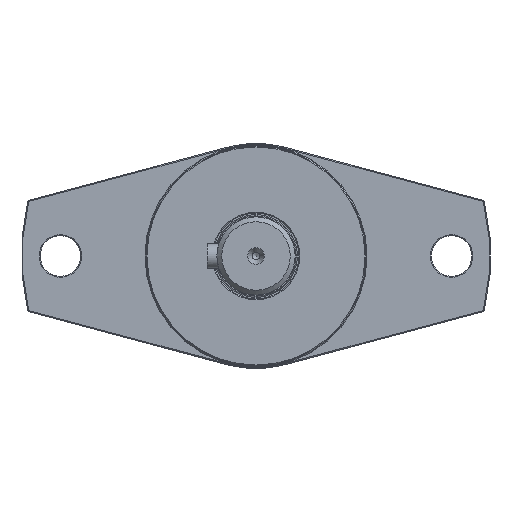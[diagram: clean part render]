
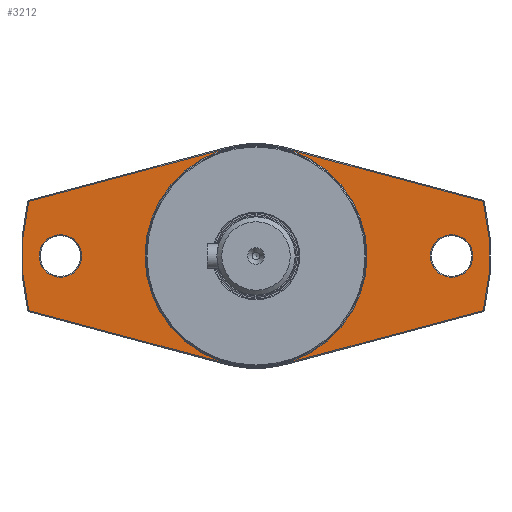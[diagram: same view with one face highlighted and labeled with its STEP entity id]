
A CAD part, left-side view. The second image highlights one B-rep face of the part: STEP entity #3212.
In plain terms, the highlighted planar face has unit normal (-1, 0, 0).
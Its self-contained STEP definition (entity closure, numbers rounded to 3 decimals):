
#3080=CARTESIAN_POINT('',(44.,22.7,0.));
#3081=VERTEX_POINT('',#3080);
#3082=CARTESIAN_POINT('',(44.,0.,0.0));
#3083=DIRECTION('',(-1.0,0.0,0.0));
#3084=DIRECTION('',(0.0,-1.0,0.0));
#3085=AXIS2_PLACEMENT_3D('',#3082,#3083,#3084);
#3086=CIRCLE('',#3085,22.7);
#3087=EDGE_CURVE('',#3081,#3081,#3086,.T.);
#3112=CARTESIAN_POINT('',(44.,35.25,0.0));
#3113=DIRECTION('',(-1.0,0.0,0.0));
#3114=DIRECTION('',(0.0,0.0,1.0));
#3115=AXIS2_PLACEMENT_3D('',#3112,#3113,#3114);
#3116=PLANE('',#3115);
#3117=CARTESIAN_POINT('',(44.,46.481,-11.15));
#3118=VERTEX_POINT('',#3117);
#3119=CARTESIAN_POINT('',(44.,46.481,11.15));
#3120=VERTEX_POINT('',#3119);
#3121=CARTESIAN_POINT('',(44.,0.,0.0));
#3122=DIRECTION('',(1.0,0.0,0.0));
#3123=DIRECTION('',(0.0,1.0,0.0));
#3124=AXIS2_PLACEMENT_3D('',#3121,#3122,#3123);
#3125=CIRCLE('',#3124,47.8);
#3126=EDGE_CURVE('',#3118,#3120,#3125,.T.);
#3127=ORIENTED_EDGE('',*,*,#3126,.F.);
#3128=CARTESIAN_POINT('',(44.,5.901,-22.023));
#3129=VERTEX_POINT('',#3128);
#3130=CARTESIAN_POINT('',(44.,5.901,-22.023));
#3131=DIRECTION('',(0.0,0.966,0.259));
#3132=VECTOR('',#3131,42.012);
#3133=LINE('',#3130,#3132);
#3134=EDGE_CURVE('',#3129,#3118,#3133,.T.);
#3135=ORIENTED_EDGE('',*,*,#3134,.F.);
#3136=CARTESIAN_POINT('',(44.,-5.901,-22.023));
#3137=VERTEX_POINT('',#3136);
#3138=CARTESIAN_POINT('',(44.,0.,0.0));
#3139=DIRECTION('',(1.0,0.0,0.0));
#3140=DIRECTION('',(0.0,1.0,0.0));
#3141=AXIS2_PLACEMENT_3D('',#3138,#3139,#3140);
#3142=CIRCLE('',#3141,22.8);
#3143=EDGE_CURVE('',#3137,#3129,#3142,.T.);
#3144=ORIENTED_EDGE('',*,*,#3143,.F.);
#3145=CARTESIAN_POINT('',(44.,-46.481,-11.15));
#3146=VERTEX_POINT('',#3145);
#3147=CARTESIAN_POINT('',(44.,-46.481,-11.15));
#3148=DIRECTION('',(0.,0.966,-0.259));
#3149=VECTOR('',#3148,42.012);
#3150=LINE('',#3147,#3149);
#3151=EDGE_CURVE('',#3146,#3137,#3150,.T.);
#3152=ORIENTED_EDGE('',*,*,#3151,.F.);
#3153=CARTESIAN_POINT('',(44.0,-46.481,11.15));
#3154=VERTEX_POINT('',#3153);
#3155=CARTESIAN_POINT('',(44.,0.,0.0));
#3156=DIRECTION('',(1.0,0.0,0.0));
#3157=DIRECTION('',(0.0,-1.0,0.0));
#3158=AXIS2_PLACEMENT_3D('',#3155,#3156,#3157);
#3159=CIRCLE('',#3158,47.8);
#3160=EDGE_CURVE('',#3154,#3146,#3159,.T.);
#3161=ORIENTED_EDGE('',*,*,#3160,.F.);
#3162=CARTESIAN_POINT('',(44.,-5.901,22.023));
#3163=VERTEX_POINT('',#3162);
#3164=CARTESIAN_POINT('',(44.,-5.901,22.023));
#3165=DIRECTION('',(0.,-0.966,-0.259));
#3166=VECTOR('',#3165,42.012);
#3167=LINE('',#3164,#3166);
#3168=EDGE_CURVE('',#3163,#3154,#3167,.T.);
#3169=ORIENTED_EDGE('',*,*,#3168,.F.);
#3170=CARTESIAN_POINT('',(44.,5.901,22.023));
#3171=VERTEX_POINT('',#3170);
#3172=CARTESIAN_POINT('',(44.,0.,0.0));
#3173=DIRECTION('',(1.0,0.0,0.0));
#3174=DIRECTION('',(0.0,1.0,0.0));
#3175=AXIS2_PLACEMENT_3D('',#3172,#3173,#3174);
#3176=CIRCLE('',#3175,22.8);
#3177=EDGE_CURVE('',#3171,#3163,#3176,.T.);
#3178=ORIENTED_EDGE('',*,*,#3177,.F.);
#3179=CARTESIAN_POINT('',(44.,46.481,11.15));
#3180=DIRECTION('',(0.,-0.966,0.259));
#3181=VECTOR('',#3180,42.012);
#3182=LINE('',#3179,#3181);
#3183=EDGE_CURVE('',#3120,#3171,#3182,.T.);
#3184=ORIENTED_EDGE('',*,*,#3183,.F.);
#3185=EDGE_LOOP('',(#3127,#3135,#3144,#3152,#3161,#3169,#3178,#3184));
#3186=FACE_OUTER_BOUND('',#3185,.T.);
#3187=CARTESIAN_POINT('',(44.0,-40.,4.35));
#3188=VERTEX_POINT('',#3187);
#3189=CARTESIAN_POINT('',(44.0,-40.,0.));
#3190=DIRECTION('',(-1.0,0.0,0.0));
#3191=DIRECTION('',(0.0,0.0,-1.0));
#3192=AXIS2_PLACEMENT_3D('',#3189,#3190,#3191);
#3193=CIRCLE('',#3192,4.35);
#3194=EDGE_CURVE('',#3188,#3188,#3193,.T.);
#3195=ORIENTED_EDGE('',*,*,#3194,.F.);
#3196=EDGE_LOOP('',(#3195));
#3197=FACE_BOUND('',#3196,.T.);
#3198=CARTESIAN_POINT('',(44.,40.,4.35));
#3199=VERTEX_POINT('',#3198);
#3200=CARTESIAN_POINT('',(44.,40.,0.));
#3201=DIRECTION('',(-1.0,0.0,0.0));
#3202=DIRECTION('',(0.0,0.0,-1.0));
#3203=AXIS2_PLACEMENT_3D('',#3200,#3201,#3202);
#3204=CIRCLE('',#3203,4.35);
#3205=EDGE_CURVE('',#3199,#3199,#3204,.T.);
#3206=ORIENTED_EDGE('',*,*,#3205,.F.);
#3207=EDGE_LOOP('',(#3206));
#3208=FACE_BOUND('',#3207,.T.);
#3209=ORIENTED_EDGE('',*,*,#3087,.F.);
#3210=EDGE_LOOP('',(#3209));
#3211=FACE_BOUND('',#3210,.T.);
#3212=ADVANCED_FACE('',(#3186,#3197,#3208,#3211),#3116,.T.);
